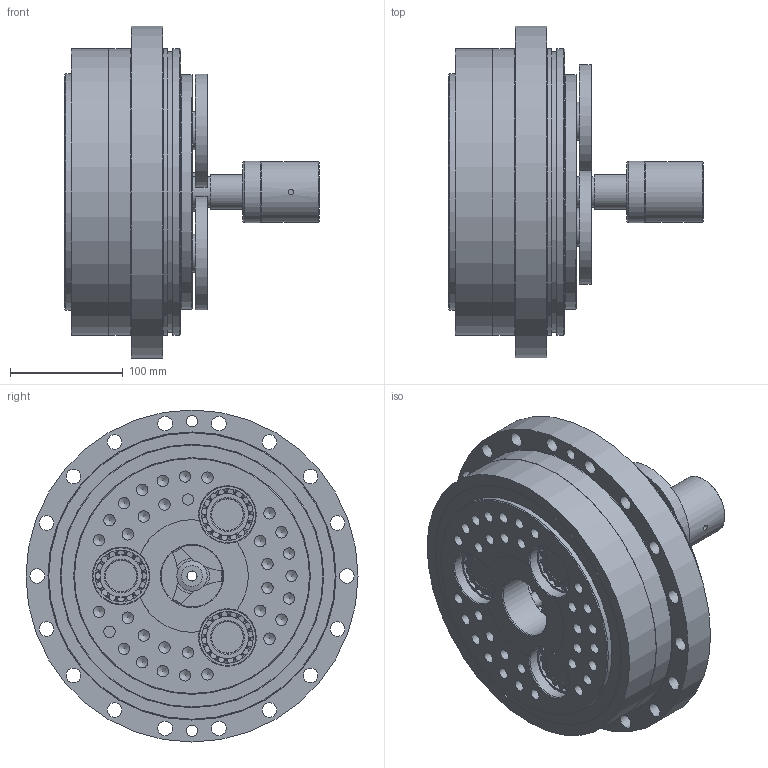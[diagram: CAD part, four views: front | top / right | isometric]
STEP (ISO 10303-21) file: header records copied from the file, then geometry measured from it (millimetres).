
FILE_DESCRIPTION(/* description */ (''),/* implementation_level */ '2;1');
FILE_NAME(/* name */ 'F2CF-UA65-199.stp',/* time_stamp */ '2023-03-23T09:53:07+09:00',/* author */ ('ik43153556'),/* organization */ (''),/* preprocessor_version */ 'ST-DEVELOPER v18.1',/* originating_system */ 'Autodesk Inventor 2021',/* authorisation */ '');
FILE_SCHEMA (('CONFIG_CONTROL_DESIGN'));
Length unit declared in the file: millimetre
Products named in the file (1): F2CF-UA65G
Bounding box: 226 x 295 x 295 mm (x, y, z)
Volume: 3959405.6 mm3; surface area: 723158.3 mm2
Topology: 2 solids, 9 shells, 1381 faces, 3246 edges, 1915 vertices
Faces by surface type: cone 602, plane 414, cylinder 234, torus 131
Full cylindrical faces by diameter (mm): 2 x6, 4.917 x1, 9 x1, 10.106 x35, 11 x1, 13 x18, 13.7 x3, 14 x15, 15.5 x9, 21 x9, 23 x9, 26.6 x3, 27 x1, 27.8 x6, 27.9 x3, 28 x12, 31.2 x1, 33.8 x3, 37.488 x6, 38.938 x6, 42 x3, 45 x6, 46.5 x1, 50 x3, 54 x1, 55 x3, 58 x15, 61 x3, 197 x4, 208 x1
Entity records: 44022 total; most frequent: CARTESIAN_POINT 9314, DIRECTION 7314, ORIENTED_EDGE 6768, EDGE_CURVE 3384, AXIS2_PLACEMENT_3D 3117, VERTEX_POINT 2083, EDGE_LOOP 1711, CIRCLE 1633
